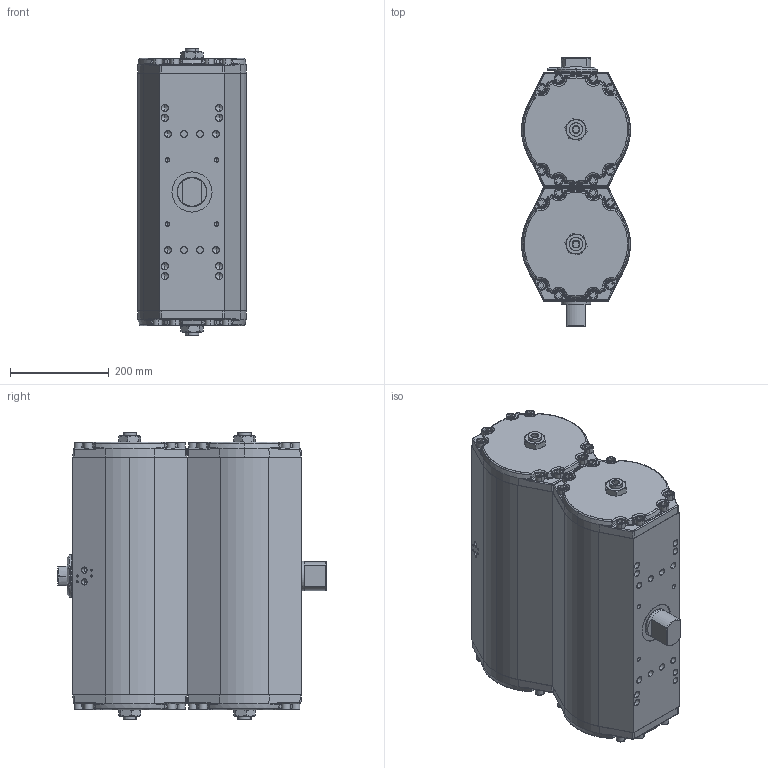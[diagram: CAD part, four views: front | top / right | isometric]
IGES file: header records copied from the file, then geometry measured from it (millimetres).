
Start section: SolidWorks IGES file using analytic representation for surfaces
Global section: file name: RC88-DA.IGS; native system: SolidWorks 2019; preprocessor: SolidWorks 2019; author: sten-olof.groth; date: 200128.065500; units: millimetre
Bounding box: 220 x 543.6 x 580.98 mm (x, y, z)
Surface area: 945922.9 mm2 (no closed solid volume)
Topology: 0 solids, 0 shells, 1459 faces, 16060 edges, 15986 vertices
Faces by surface type: bspline 918, revolution 541
